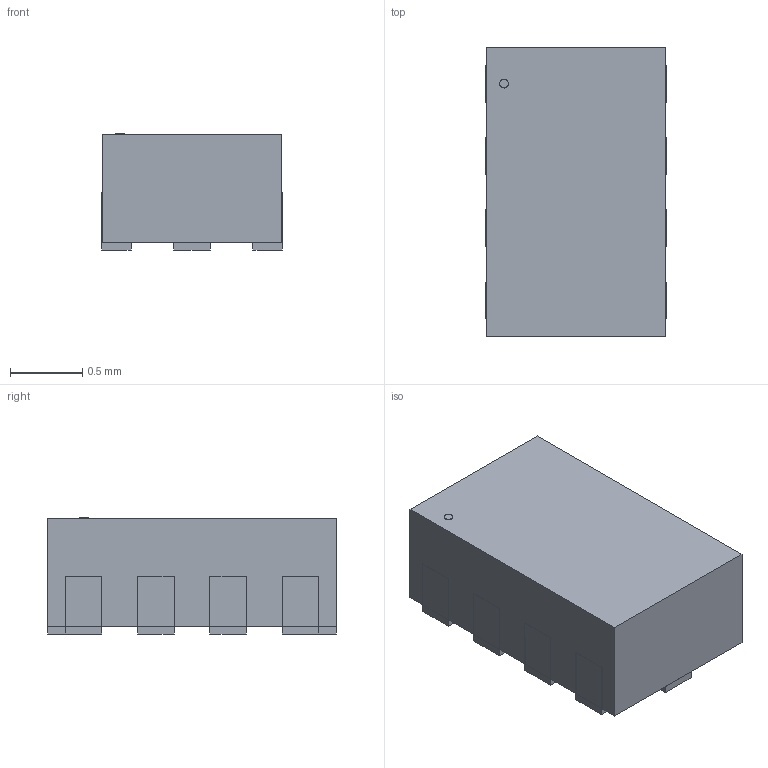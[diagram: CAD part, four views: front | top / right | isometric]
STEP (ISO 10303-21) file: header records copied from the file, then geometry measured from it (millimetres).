
FILE_DESCRIPTION(('STEP AP214'),'1');
FILE_NAME('0900FM15D0039E_JOT','2024-01-10T04:00:01',(''),(''),'','','');
FILE_SCHEMA(('AUTOMOTIVE_DESIGN'));
Length unit declared in the file: millimetre
Products named in the file (1): product
Bounding box: 1.25 x 2.01 x 0.8 mm (x, y, z)
Volume: 1.9 mm3; surface area: 12.8 mm2
Topology: 12 solids, 12 shells, 85 faces, 183 edges, 122 vertices
Faces by surface type: plane 84, cylinder 1
Full cylindrical faces by diameter (mm): 0.062 x1
Entity records: 2309 total; most frequent: ORIENTED_EDGE 364, DIRECTION 358, CARTESIAN_POINT 211, EDGE_CURVE 182, LINE 180, VECTOR 180, VERTEX_POINT 122, AXIS2_PLACEMENT_3D 89
